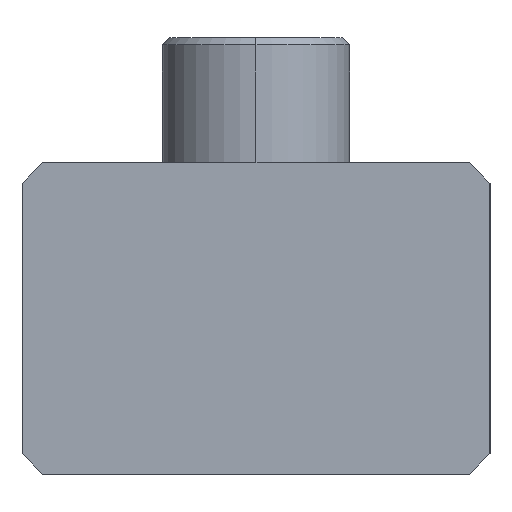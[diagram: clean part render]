
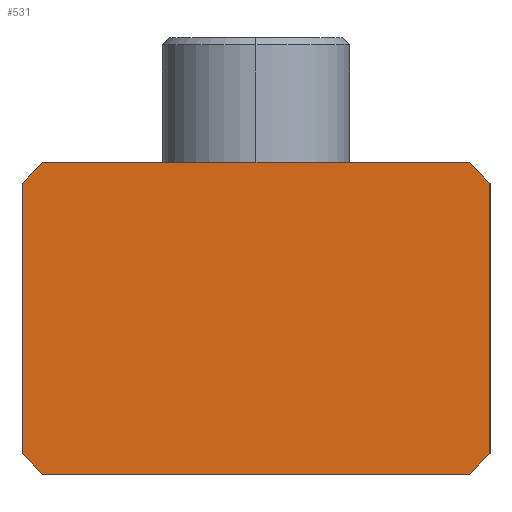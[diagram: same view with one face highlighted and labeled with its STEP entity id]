
A CAD part, left-side view. The second image highlights one B-rep face of the part: STEP entity #531.
In plain terms, the highlighted planar face has unit normal (-1, 0, 0).
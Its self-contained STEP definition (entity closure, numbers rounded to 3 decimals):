
#4 = ORIENTED_EDGE ( 'NONE', *, *, #1150, .F. ) ;
#31 = VERTEX_POINT ( 'NONE', #1258 ) ;
#91 = VECTOR ( 'NONE', #250, 1000. ) ;
#94 = VECTOR ( 'NONE', #338, 1000. ) ;
#117 = CARTESIAN_POINT ( 'NONE',  ( 0., -20.5, 15. ) ) ;
#119 = VECTOR ( 'NONE', #1095, 1000. ) ;
#141 = CARTESIAN_POINT ( 'NONE',  ( 0., -20.5, 15. ) ) ;
#158 = CARTESIAN_POINT ( 'NONE',  ( 0., -20.5, -15. ) ) ;
#160 = VERTEX_POINT ( 'NONE', #174 ) ;
#174 = CARTESIAN_POINT ( 'NONE',  ( 0., 20.5, -15. ) ) ;
#221 = VERTEX_POINT ( 'NONE', #787 ) ;
#231 = VECTOR ( 'NONE', #572, 1000. ) ;
#250 = DIRECTION ( 'NONE',  ( 0., 0.707, -0.707 ) ) ;
#258 = CARTESIAN_POINT ( 'NONE',  ( 0., 22.5, -13. ) ) ;
#260 = VERTEX_POINT ( 'NONE', #687 ) ;
#291 = ORIENTED_EDGE ( 'NONE', *, *, #585, .F. ) ;
#338 = DIRECTION ( 'NONE',  ( 0., 0., -1. ) ) ;
#347 = CARTESIAN_POINT ( 'NONE',  ( 0., 22.5, 13. ) ) ;
#358 = DIRECTION ( 'NONE',  ( 0., 1., 0. ) ) ;
#359 = LINE ( 'NONE', #927, #1196 ) ;
#371 = ORIENTED_EDGE ( 'NONE', *, *, #782, .F. ) ;
#477 = EDGE_CURVE ( 'NONE', #1161, #260, #1165, .T. ) ;
#501 = LINE ( 'NONE', #856, #1107 ) ;
#527 = LINE ( 'NONE', #997, #870 ) ;
#531 = ADVANCED_FACE ( 'NONE', ( #906 ), #834, .F. ) ;
#546 = DIRECTION ( 'NONE',  ( 0., 0., -1. ) ) ;
#549 = CARTESIAN_POINT ( 'NONE',  ( 0., -20.5, -15. ) ) ;
#567 = ORIENTED_EDGE ( 'NONE', *, *, #1010, .F. ) ;
#572 = DIRECTION ( 'NONE',  ( 0., 0., 1. ) ) ;
#585 = EDGE_CURVE ( 'NONE', #160, #1053, #359, .T. ) ;
#687 = CARTESIAN_POINT ( 'NONE',  ( 0., -22.5, 13. ) ) ;
#745 = CARTESIAN_POINT ( 'NONE',  ( 0., -22.5, 13. ) ) ;
#762 = LINE ( 'NONE', #745, #94 ) ;
#766 = CARTESIAN_POINT ( 'NONE',  ( 0., 22.5, 13. ) ) ;
#779 = VERTEX_POINT ( 'NONE', #549 ) ;
#781 = VERTEX_POINT ( 'NONE', #347 ) ;
#782 = EDGE_CURVE ( 'NONE', #31, #779, #976, .T. ) ;
#787 = CARTESIAN_POINT ( 'NONE',  ( 0., 20.5, 15. ) ) ;
#793 = EDGE_LOOP ( 'NONE', ( #4, #1114, #930, #291, #567, #371, #1242, #825 ) ) ;
#801 = LINE ( 'NONE', #766, #231 ) ;
#825 = ORIENTED_EDGE ( 'NONE', *, *, #477, .F. ) ;
#834 = PLANE ( 'NONE',  #1050 ) ;
#837 = CARTESIAN_POINT ( 'NONE',  ( 0., 0., 0. ) ) ;
#856 = CARTESIAN_POINT ( 'NONE',  ( 0., 20.5, -15. ) ) ;
#870 = VECTOR ( 'NONE', #1208, 1000. ) ;
#889 = LINE ( 'NONE', #1100, #119 ) ;
#906 = FACE_OUTER_BOUND ( 'NONE', #793, .T. ) ;
#927 = CARTESIAN_POINT ( 'NONE',  ( 0., 22.5, -13. ) ) ;
#930 = ORIENTED_EDGE ( 'NONE', *, *, #1109, .F. ) ;
#976 = LINE ( 'NONE', #158, #91 ) ;
#981 = DIRECTION ( 'NONE',  ( 0., -0.707, -0.707 ) ) ;
#997 = CARTESIAN_POINT ( 'NONE',  ( 0., 20.5, 15. ) ) ;
#1007 = VECTOR ( 'NONE', #981, 1000. ) ;
#1010 = EDGE_CURVE ( 'NONE', #779, #160, #501, .T. ) ;
#1024 = DIRECTION ( 'NONE',  ( 1., 0., 0. ) ) ;
#1050 = AXIS2_PLACEMENT_3D ( 'NONE', #837, #1024, #546 ) ;
#1053 = VERTEX_POINT ( 'NONE', #258 ) ;
#1095 = DIRECTION ( 'NONE',  ( 0., -0.707, 0.707 ) ) ;
#1100 = CARTESIAN_POINT ( 'NONE',  ( 0., 22.5, 13. ) ) ;
#1107 = VECTOR ( 'NONE', #358, 1000. ) ;
#1109 = EDGE_CURVE ( 'NONE', #1053, #781, #801, .T. ) ;
#1114 = ORIENTED_EDGE ( 'NONE', *, *, #1128, .F. ) ;
#1128 = EDGE_CURVE ( 'NONE', #781, #221, #889, .T. ) ;
#1150 = EDGE_CURVE ( 'NONE', #221, #1161, #527, .T. ) ;
#1161 = VERTEX_POINT ( 'NONE', #141 ) ;
#1165 = LINE ( 'NONE', #117, #1007 ) ;
#1196 = VECTOR ( 'NONE', #1229, 1000. ) ;
#1208 = DIRECTION ( 'NONE',  ( 0., -1., 0. ) ) ;
#1217 = EDGE_CURVE ( 'NONE', #260, #31, #762, .T. ) ;
#1229 = DIRECTION ( 'NONE',  ( 0., 0.707, 0.707 ) ) ;
#1242 = ORIENTED_EDGE ( 'NONE', *, *, #1217, .F. ) ;
#1258 = CARTESIAN_POINT ( 'NONE',  ( 0., -22.5, -13. ) ) ;
